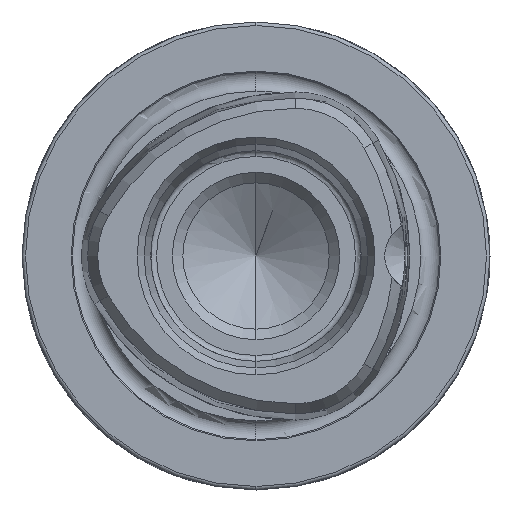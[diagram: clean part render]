
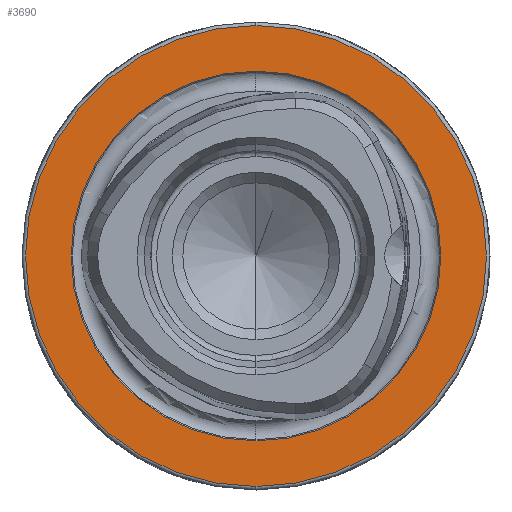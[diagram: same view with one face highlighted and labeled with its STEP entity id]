
A CAD part, left-side view. The second image highlights one B-rep face of the part: STEP entity #3690.
In plain terms, the highlighted planar face has unit normal (-1, 0, 0).
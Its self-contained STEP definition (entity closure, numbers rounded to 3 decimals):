
#99 = EDGE_LOOP ( 'NONE', ( #2957, #3718 ) ) ;
#146 = DIRECTION ( 'NONE',  ( 0., 0., 1. ) ) ;
#351 = ORIENTED_EDGE ( 'NONE', *, *, #3286, .T. ) ;
#502 = DIRECTION ( 'NONE',  ( 0., 0., 1. ) ) ;
#503 = CIRCLE ( 'NONE', #2178, 19.7 ) ;
#547 = AXIS2_PLACEMENT_3D ( 'NONE', #3574, #562, #502 ) ;
#562 = DIRECTION ( 'NONE',  ( -1., 0., 0. ) ) ;
#565 = DIRECTION ( 'NONE',  ( 0., 0., -1. ) ) ;
#975 = EDGE_LOOP ( 'NONE', ( #351, #977 ) ) ;
#977 = ORIENTED_EDGE ( 'NONE', *, *, #2912, .T. ) ;
#997 = AXIS2_PLACEMENT_3D ( 'NONE', #4258, #2562, #565 ) ;
#1101 = CARTESIAN_POINT ( 'NONE',  ( 0., 0., 15.8 ) ) ;
#1280 = VERTEX_POINT ( 'NONE', #1101 ) ;
#1358 = DIRECTION ( 'NONE',  ( -1., 0., 0. ) ) ;
#1419 = CARTESIAN_POINT ( 'NONE',  ( 0., 0., 0. ) ) ;
#1579 = VERTEX_POINT ( 'NONE', #3174 ) ;
#1818 = CARTESIAN_POINT ( 'NONE',  ( 0., 0., -15.8 ) ) ;
#1903 = PLANE ( 'NONE',  #997 ) ;
#1974 = CIRCLE ( 'NONE', #4145, 15.8 ) ;
#2178 = AXIS2_PLACEMENT_3D ( 'NONE', #1419, #2407, #146 ) ;
#2215 = FACE_BOUND ( 'NONE', #99, .T. ) ;
#2326 = DIRECTION ( 'NONE',  ( 0., 0., 1. ) ) ;
#2376 = EDGE_CURVE ( 'NONE', #1280, #2413, #4123, .T. ) ;
#2407 = DIRECTION ( 'NONE',  ( -1., 0., 0. ) ) ;
#2413 = VERTEX_POINT ( 'NONE', #1818 ) ;
#2467 = AXIS2_PLACEMENT_3D ( 'NONE', #3004, #1358, #2326 ) ;
#2493 = CARTESIAN_POINT ( 'NONE',  ( 0., 0., 19.7 ) ) ;
#2536 = EDGE_CURVE ( 'NONE', #2413, #1280, #1974, .T. ) ;
#2562 = DIRECTION ( 'NONE',  ( 1., 0., 0. ) ) ;
#2912 = EDGE_CURVE ( 'NONE', #1579, #2971, #503, .T. ) ;
#2957 = ORIENTED_EDGE ( 'NONE', *, *, #2376, .F. ) ;
#2971 = VERTEX_POINT ( 'NONE', #2493 ) ;
#3004 = CARTESIAN_POINT ( 'NONE',  ( 0., 0., 0. ) ) ;
#3174 = CARTESIAN_POINT ( 'NONE',  ( 0., 0., -19.7 ) ) ;
#3237 = DIRECTION ( 'NONE',  ( 0., 0., 1. ) ) ;
#3286 = EDGE_CURVE ( 'NONE', #2971, #1579, #3456, .T. ) ;
#3456 = CIRCLE ( 'NONE', #2467, 19.7 ) ;
#3574 = CARTESIAN_POINT ( 'NONE',  ( 0., 0., 0. ) ) ;
#3579 = FACE_OUTER_BOUND ( 'NONE', #975, .T. ) ;
#3657 = CARTESIAN_POINT ( 'NONE',  ( 0., 0., 0. ) ) ;
#3690 = ADVANCED_FACE ( 'NONE', ( #2215, #3579 ), #1903, .F. ) ;
#3718 = ORIENTED_EDGE ( 'NONE', *, *, #2536, .F. ) ;
#4001 = DIRECTION ( 'NONE',  ( -1., 0., 0. ) ) ;
#4123 = CIRCLE ( 'NONE', #547, 15.8 ) ;
#4145 = AXIS2_PLACEMENT_3D ( 'NONE', #3657, #4001, #3237 ) ;
#4258 = CARTESIAN_POINT ( 'NONE',  ( 0., 15.8, 0. ) ) ;
